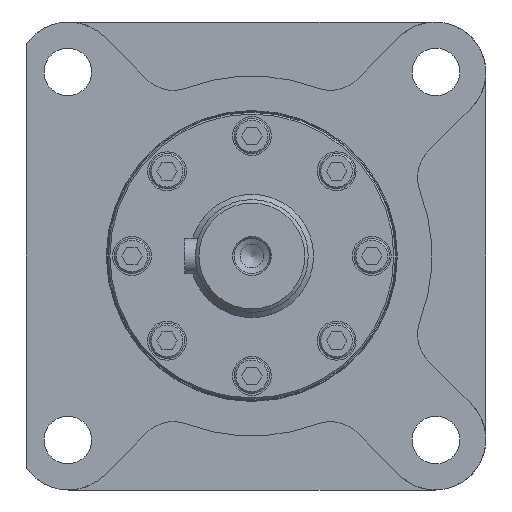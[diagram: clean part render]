
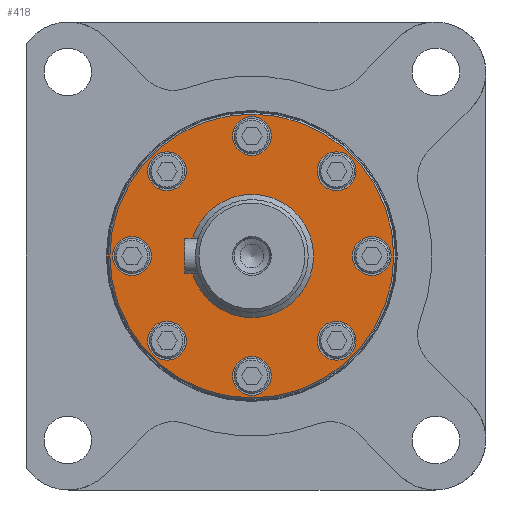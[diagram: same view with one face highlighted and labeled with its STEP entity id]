
A CAD part, left-side view. The second image highlights one B-rep face of the part: STEP entity #418.
In plain terms, the highlighted planar face has unit normal (-1, 0, 0).
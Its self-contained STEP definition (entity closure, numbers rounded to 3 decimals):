
#418 = ADVANCED_FACE( '', ( #1104, #1105, #1106, #1107, #1108, #1109, #1110, #1111, #1112, #1113 ), #1114, .F. );
#1104 = FACE_OUTER_BOUND( '', #2208, .T. );
#1105 = FACE_BOUND( '', #2209, .T. );
#1106 = FACE_BOUND( '', #2210, .T. );
#1107 = FACE_BOUND( '', #2211, .T. );
#1108 = FACE_BOUND( '', #2212, .T. );
#1109 = FACE_BOUND( '', #2213, .T. );
#1110 = FACE_BOUND( '', #2214, .T. );
#1111 = FACE_BOUND( '', #2215, .T. );
#1112 = FACE_BOUND( '', #2216, .T. );
#1113 = FACE_BOUND( '', #2217, .T. );
#1114 = PLANE( '', #2218 );
#2208 = EDGE_LOOP( '', ( #3324 ) );
#2209 = EDGE_LOOP( '', ( #3325 ) );
#2210 = EDGE_LOOP( '', ( #3326 ) );
#2211 = EDGE_LOOP( '', ( #3327 ) );
#2212 = EDGE_LOOP( '', ( #3328 ) );
#2213 = EDGE_LOOP( '', ( #3329 ) );
#2214 = EDGE_LOOP( '', ( #3330 ) );
#2215 = EDGE_LOOP( '', ( #3331 ) );
#2216 = EDGE_LOOP( '', ( #3332 ) );
#2217 = EDGE_LOOP( '', ( #3333 ) );
#2218 = AXIS2_PLACEMENT_3D( '', #3334, #3335, #3336 );
#3324 = ORIENTED_EDGE( '', *, *, #5730, .F. );
#3325 = ORIENTED_EDGE( '', *, *, #5731, .F. );
#3326 = ORIENTED_EDGE( '', *, *, #5732, .T. );
#3327 = ORIENTED_EDGE( '', *, *, #5733, .T. );
#3328 = ORIENTED_EDGE( '', *, *, #5734, .T. );
#3329 = ORIENTED_EDGE( '', *, *, #5735, .T. );
#3330 = ORIENTED_EDGE( '', *, *, #5736, .T. );
#3331 = ORIENTED_EDGE( '', *, *, #5737, .T. );
#3332 = ORIENTED_EDGE( '', *, *, #5738, .T. );
#3333 = ORIENTED_EDGE( '', *, *, #5739, .T. );
#3334 = CARTESIAN_POINT( '', ( 0., 0., 0. ) );
#3335 = DIRECTION( '', ( 1., 0., 0. ) );
#3336 = DIRECTION( '', ( 0., 0., -1. ) );
#5730 = EDGE_CURVE( '', #6659, #6659, #6660, .T. );
#5731 = EDGE_CURVE( '', #6661, #6661, #6662, .F. );
#5732 = EDGE_CURVE( '', #6663, #6663, #6664, .T. );
#5733 = EDGE_CURVE( '', #6665, #6665, #6666, .T. );
#5734 = EDGE_CURVE( '', #6667, #6667, #6668, .T. );
#5735 = EDGE_CURVE( '', #6669, #6669, #6670, .T. );
#5736 = EDGE_CURVE( '', #6671, #6671, #6672, .T. );
#5737 = EDGE_CURVE( '', #6673, #6673, #6674, .T. );
#5738 = EDGE_CURVE( '', #6675, #6675, #6676, .T. );
#5739 = EDGE_CURVE( '', #6677, #6677, #6678, .T. );
#6659 = VERTEX_POINT( '', #7997 );
#6660 = CIRCLE( '', #7998, 40.25 );
#6661 = VERTEX_POINT( '', #7999 );
#6662 = CIRCLE( '', #8000, 5.5 );
#6663 = VERTEX_POINT( '', #8001 );
#6664 = CIRCLE( '', #8002, 17.5 );
#6665 = VERTEX_POINT( '', #8003 );
#6666 = CIRCLE( '', #8004, 5.5 );
#6667 = VERTEX_POINT( '', #8005 );
#6668 = CIRCLE( '', #8006, 5.5 );
#6669 = VERTEX_POINT( '', #8007 );
#6670 = CIRCLE( '', #8008, 5.5 );
#6671 = VERTEX_POINT( '', #8009 );
#6672 = CIRCLE( '', #8010, 5.5 );
#6673 = VERTEX_POINT( '', #8011 );
#6674 = CIRCLE( '', #8012, 5.5 );
#6675 = VERTEX_POINT( '', #8013 );
#6676 = CIRCLE( '', #8014, 5.5 );
#6677 = VERTEX_POINT( '', #8015 );
#6678 = CIRCLE( '', #8016, 5.5 );
#7997 = CARTESIAN_POINT( '', ( 0., 0., -40.25 ) );
#7998 = AXIS2_PLACEMENT_3D( '', #10098, #10099, #10100 );
#7999 = CARTESIAN_POINT( '', ( 0., 34., -5.5 ) );
#8000 = AXIS2_PLACEMENT_3D( '', #10101, #10102, #10103 );
#8001 = CARTESIAN_POINT( '', ( 0., 0., -17.5 ) );
#8002 = AXIS2_PLACEMENT_3D( '', #10104, #10105, #10106 );
#8003 = CARTESIAN_POINT( '', ( 0., 0., 28.5 ) );
#8004 = AXIS2_PLACEMENT_3D( '', #10107, #10108, #10109 );
#8005 = CARTESIAN_POINT( '', ( 0., -24.042, 18.542 ) );
#8006 = AXIS2_PLACEMENT_3D( '', #10110, #10111, #10112 );
#8007 = CARTESIAN_POINT( '', ( 0., -34., -5.5 ) );
#8008 = AXIS2_PLACEMENT_3D( '', #10113, #10114, #10115 );
#8009 = CARTESIAN_POINT( '', ( 0., -24.042, -29.542 ) );
#8010 = AXIS2_PLACEMENT_3D( '', #10116, #10117, #10118 );
#8011 = CARTESIAN_POINT( '', ( 0., 0., -39.5 ) );
#8012 = AXIS2_PLACEMENT_3D( '', #10119, #10120, #10121 );
#8013 = CARTESIAN_POINT( '', ( 0., 24.042, -29.542 ) );
#8014 = AXIS2_PLACEMENT_3D( '', #10122, #10123, #10124 );
#8015 = CARTESIAN_POINT( '', ( 0., 24.042, 18.542 ) );
#8016 = AXIS2_PLACEMENT_3D( '', #10125, #10126, #10127 );
#10098 = CARTESIAN_POINT( '', ( 0., 0., 0. ) );
#10099 = DIRECTION( '', ( 1., 0., 0. ) );
#10100 = DIRECTION( '', ( 0., 0., -1. ) );
#10101 = CARTESIAN_POINT( '', ( 0., 34., 0. ) );
#10102 = DIRECTION( '', ( 1., 0., 0. ) );
#10103 = DIRECTION( '', ( 0., 0., -1. ) );
#10104 = CARTESIAN_POINT( '', ( 0., 0., 0. ) );
#10105 = DIRECTION( '', ( 1., 0., 0. ) );
#10106 = DIRECTION( '', ( 0., 0., -1. ) );
#10107 = CARTESIAN_POINT( '', ( 0., 0., 34. ) );
#10108 = DIRECTION( '', ( 1., 0., 0. ) );
#10109 = DIRECTION( '', ( 0., 0., -1. ) );
#10110 = CARTESIAN_POINT( '', ( 0., -24.042, 24.042 ) );
#10111 = DIRECTION( '', ( 1., 0., 0. ) );
#10112 = DIRECTION( '', ( 0., 0., -1. ) );
#10113 = CARTESIAN_POINT( '', ( 0., -34., 0. ) );
#10114 = DIRECTION( '', ( 1., 0., 0. ) );
#10115 = DIRECTION( '', ( 0., 0., -1. ) );
#10116 = CARTESIAN_POINT( '', ( 0., -24.042, -24.042 ) );
#10117 = DIRECTION( '', ( 1., 0., 0. ) );
#10118 = DIRECTION( '', ( 0., 0., -1. ) );
#10119 = CARTESIAN_POINT( '', ( 0., 0., -34. ) );
#10120 = DIRECTION( '', ( 1., 0., 0. ) );
#10121 = DIRECTION( '', ( 0., 0., -1. ) );
#10122 = CARTESIAN_POINT( '', ( 0., 24.042, -24.042 ) );
#10123 = DIRECTION( '', ( 1., 0., 0. ) );
#10124 = DIRECTION( '', ( 0., 0., -1. ) );
#10125 = CARTESIAN_POINT( '', ( 0., 24.042, 24.042 ) );
#10126 = DIRECTION( '', ( 1., 0., 0. ) );
#10127 = DIRECTION( '', ( 0., 0., -1. ) );
